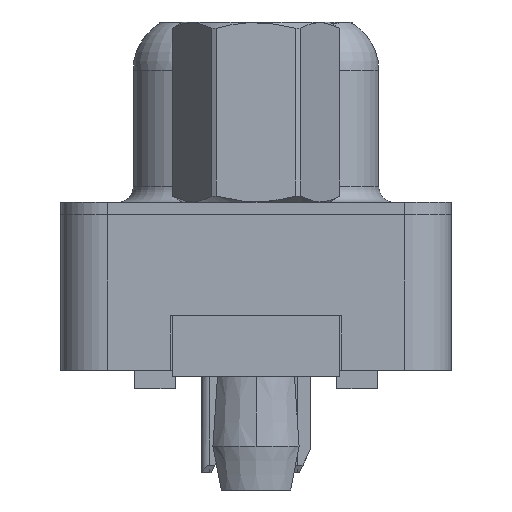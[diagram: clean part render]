
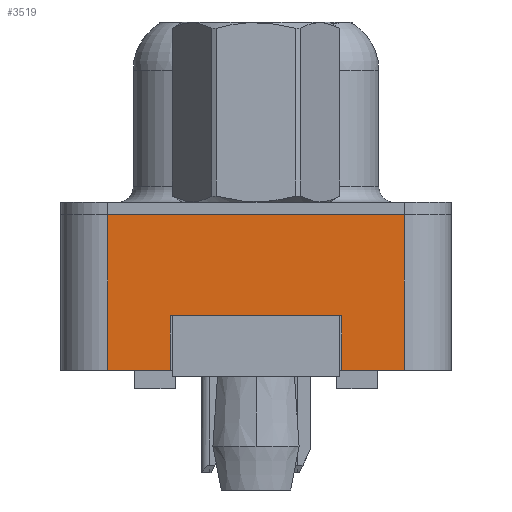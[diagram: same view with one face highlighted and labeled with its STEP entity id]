
A CAD part, left-side view. The second image highlights one B-rep face of the part: STEP entity #3519.
In plain terms, the highlighted planar face has unit normal (-1, 0, 0).
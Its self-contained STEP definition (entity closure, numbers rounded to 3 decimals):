
#150 = VECTOR ( 'NONE', #1983, 1000. ) ;
#154 = DIRECTION ( 'NONE',  ( 0., 1., 0. ) ) ;
#467 = LINE ( 'NONE', #17038, #7468 ) ;
#471 = DIRECTION ( 'NONE',  ( 0., 0., 1. ) ) ;
#601 = EDGE_CURVE ( 'NONE', #15759, #11774, #6456, .T. ) ;
#673 = CARTESIAN_POINT ( 'NONE',  ( -2.905, -4.775, -5. ) ) ;
#693 = CARTESIAN_POINT ( 'NONE',  ( -2.905, -2.75, -5. ) ) ;
#950 = ORIENTED_EDGE ( 'NONE', *, *, #11406, .F. ) ;
#1122 = VERTEX_POINT ( 'NONE', #10134 ) ;
#1420 = VERTEX_POINT ( 'NONE', #693 ) ;
#1605 = ORIENTED_EDGE ( 'NONE', *, *, #2736, .F. ) ;
#1748 = EDGE_CURVE ( 'NONE', #1420, #15997, #467, .T. ) ;
#1756 = AXIS2_PLACEMENT_3D ( 'NONE', #12108, #7288, #2777 ) ;
#1944 = VECTOR ( 'NONE', #18470, 1000. ) ;
#1983 = DIRECTION ( 'NONE',  ( 0., 0., -1. ) ) ;
#2132 = CARTESIAN_POINT ( 'NONE',  ( -2.905, -4.775, -5. ) ) ;
#2169 = LINE ( 'NONE', #673, #12624 ) ;
#2297 = ORIENTED_EDGE ( 'NONE', *, *, #2751, .T. ) ;
#2736 = EDGE_CURVE ( 'NONE', #15759, #1122, #5272, .T. ) ;
#2751 = EDGE_CURVE ( 'NONE', #15997, #12496, #2169, .T. ) ;
#2777 = DIRECTION ( 'NONE',  ( 0., 0., 1. ) ) ;
#3519 = ADVANCED_FACE ( 'NONE', ( #8496 ), #11920, .T. ) ;
#4752 = DIRECTION ( 'NONE',  ( 0., -1., 0. ) ) ;
#4852 = CARTESIAN_POINT ( 'NONE',  ( -2.905, 2.75, -3.25 ) ) ;
#4949 = CARTESIAN_POINT ( 'NONE',  ( -2.905, 2.75, -3.25 ) ) ;
#4981 = LINE ( 'NONE', #18678, #1944 ) ;
#4996 = CARTESIAN_POINT ( 'NONE',  ( -2.905, -4.775, 0. ) ) ;
#5272 = LINE ( 'NONE', #9795, #13919 ) ;
#5368 = EDGE_CURVE ( 'NONE', #8064, #11774, #6978, .T. ) ;
#5856 = ORIENTED_EDGE ( 'NONE', *, *, #1748, .T. ) ;
#5988 = VECTOR ( 'NONE', #154, 1000. ) ;
#6021 = CARTESIAN_POINT ( 'NONE',  ( -2.905, 4.775, -5. ) ) ;
#6456 = LINE ( 'NONE', #7865, #13543 ) ;
#6459 = DIRECTION ( 'NONE',  ( 0., -1., 0. ) ) ;
#6978 = LINE ( 'NONE', #19265, #150 ) ;
#7288 = DIRECTION ( 'NONE',  ( -1., 0., 0. ) ) ;
#7468 = VECTOR ( 'NONE', #6459, 1000. ) ;
#7865 = CARTESIAN_POINT ( 'NONE',  ( -2.905, -4.775, -5. ) ) ;
#8064 = VERTEX_POINT ( 'NONE', #4949 ) ;
#8187 = ORIENTED_EDGE ( 'NONE', *, *, #10065, .T. ) ;
#8496 = FACE_OUTER_BOUND ( 'NONE', #17424, .T. ) ;
#9795 = CARTESIAN_POINT ( 'NONE',  ( -2.905, 4.775, -5. ) ) ;
#10065 = EDGE_CURVE ( 'NONE', #14491, #1420, #4981, .T. ) ;
#10134 = CARTESIAN_POINT ( 'NONE',  ( -2.905, 4.775, 0. ) ) ;
#11406 = EDGE_CURVE ( 'NONE', #14491, #8064, #18536, .T. ) ;
#11690 = ORIENTED_EDGE ( 'NONE', *, *, #5368, .F. ) ;
#11774 = VERTEX_POINT ( 'NONE', #16114 ) ;
#11920 = PLANE ( 'NONE',  #1756 ) ;
#12108 = CARTESIAN_POINT ( 'NONE',  ( -2.905, -4.775, -5. ) ) ;
#12496 = VERTEX_POINT ( 'NONE', #15452 ) ;
#12624 = VECTOR ( 'NONE', #15934, 1000. ) ;
#13543 = VECTOR ( 'NONE', #4752, 1000. ) ;
#13919 = VECTOR ( 'NONE', #471, 1000. ) ;
#14071 = VECTOR ( 'NONE', #15471, 1000. ) ;
#14491 = VERTEX_POINT ( 'NONE', #15813 ) ;
#15452 = CARTESIAN_POINT ( 'NONE',  ( -2.905, -4.775, 0. ) ) ;
#15471 = DIRECTION ( 'NONE',  ( 0., -1., 0. ) ) ;
#15759 = VERTEX_POINT ( 'NONE', #6021 ) ;
#15813 = CARTESIAN_POINT ( 'NONE',  ( -2.905, -2.75, -3.25 ) ) ;
#15934 = DIRECTION ( 'NONE',  ( 0., 0., 1. ) ) ;
#15997 = VERTEX_POINT ( 'NONE', #2132 ) ;
#16054 = ORIENTED_EDGE ( 'NONE', *, *, #16542, .F. ) ;
#16114 = CARTESIAN_POINT ( 'NONE',  ( -2.905, 2.75, -5. ) ) ;
#16240 = ORIENTED_EDGE ( 'NONE', *, *, #601, .T. ) ;
#16542 = EDGE_CURVE ( 'NONE', #1122, #12496, #17176, .T. ) ;
#17038 = CARTESIAN_POINT ( 'NONE',  ( -2.905, -4.775, -5. ) ) ;
#17176 = LINE ( 'NONE', #4996, #14071 ) ;
#17424 = EDGE_LOOP ( 'NONE', ( #8187, #5856, #2297, #16054, #1605, #16240, #11690, #950 ) ) ;
#18470 = DIRECTION ( 'NONE',  ( 0., 0., -1. ) ) ;
#18536 = LINE ( 'NONE', #4852, #5988 ) ;
#18678 = CARTESIAN_POINT ( 'NONE',  ( -2.905, -2.75, -3.25 ) ) ;
#19265 = CARTESIAN_POINT ( 'NONE',  ( -2.905, 2.75, -3.25 ) ) ;
